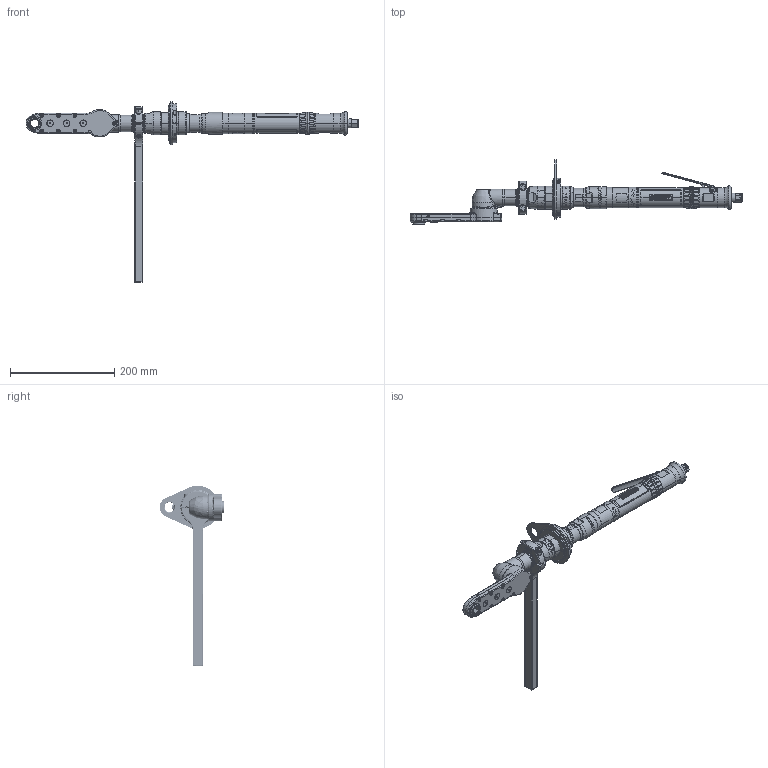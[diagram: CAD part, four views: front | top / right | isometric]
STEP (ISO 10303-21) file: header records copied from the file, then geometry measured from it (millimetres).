
FILE_DESCRIPTION((''),'2;1');
FILE_NAME('AA33LC632-64','2018-09-21T',('DMG0713'),(''),'PRO/ENGINEER BY PARAMETRIC TECHNOLOGY CORPORATION, 2016360','PRO/ENGINEER BY PARAMETRIC TECHNOLOGY CORPORATION, 2016360','');
FILE_SCHEMA(('CONFIG_CONTROL_DESIGN'));
Products named in the file (1): AA33LC632-64
Bounding box: 637.22 x 124.28 x 345.95 mm (x, y, z)
Surface area: 232390.6 mm2 (no closed solid volume)
Topology: 0 solids, 220 shells, 2192 faces, 8429 edges, 6319 vertices
Faces by surface type: cylinder 885, plane 785, cone 207, bspline 162, torus 129, extrusion 15, sphere 9
Entity records: 143911 total; most frequent: CARTESIAN_POINT 79499, ORIENTED_EDGE 12570, DIRECTION 11965, EDGE_CURVE 8426, VERTEX_POINT 6319, AXIS2_PLACEMENT_3D 4508, B_SPLINE_CURVE_WITH_KNOTS 3014, VECTOR 2949
